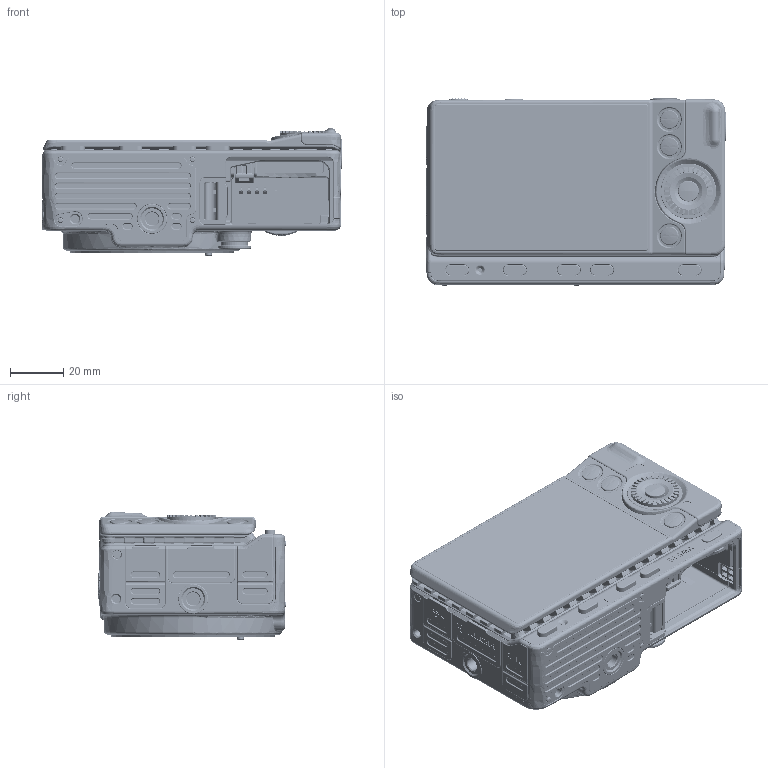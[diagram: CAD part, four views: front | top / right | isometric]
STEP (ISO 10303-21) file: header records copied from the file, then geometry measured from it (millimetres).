
FILE_DESCRIPTION (( 'STEP AP214' ), '1' );
FILE_NAME ('SIGMA_fp_L_without_cover_ver1.STEP', '2021-02-11T00:54:25', ( '' ), ( '' ), 'SwSTEP 2.0', 'SolidWorks 2017', '' );
FILE_SCHEMA (( 'AUTOMOTIVE_DESIGN' ));
Products named in the file (1): SIGMA_fp_L_without_cover_ver1
Bounding box: 112.7 x 70.92 x 48.32 mm (x, y, z)
Volume: 229487.4 mm3; surface area: 58468.5 mm2
Topology: 1 solids, 69 shells, 9471 faces, 23008 edges, 13292 vertices
Faces by surface type: cylinder 2842, bspline 2607, plane 2448, torus 907, cone 341, sphere 326
Entity records: 363731 total; most frequent: CARTESIAN_POINT 165109, ORIENTED_EDGE 45236, DIRECTION 36232, EDGE_CURVE 22618, AXIS2_PLACEMENT_3D 13727, VERTEX_POINT 13280, EDGE_LOOP 9674, FACE_OUTER_BOUND 9470
